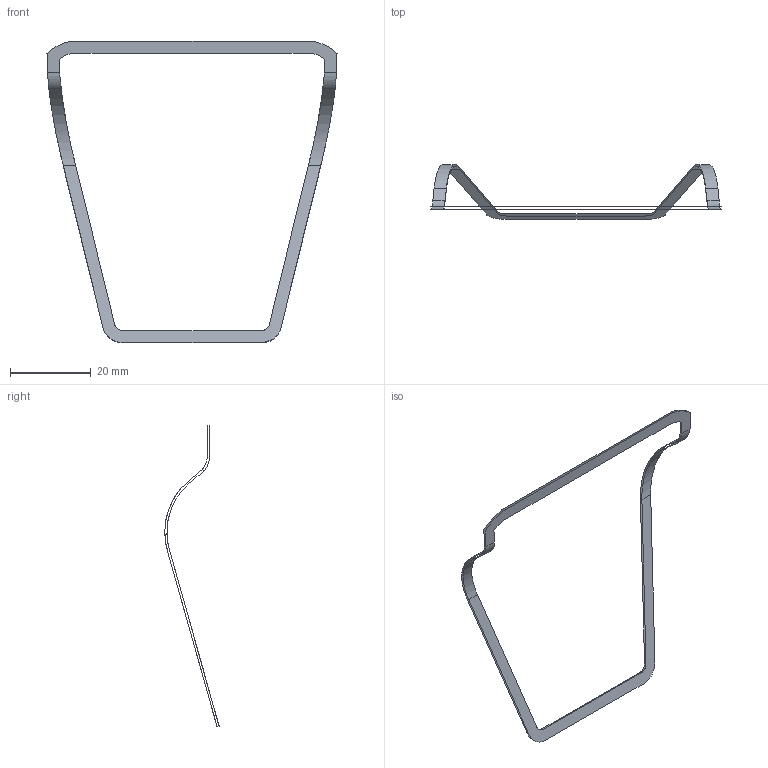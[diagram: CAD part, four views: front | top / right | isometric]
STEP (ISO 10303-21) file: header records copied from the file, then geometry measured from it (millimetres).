
FILE_DESCRIPTION (( 'STEP AP203' ), '1' );
FILE_NAME ('2oberflaechen.STEP', '2013-04-26T08:42:16', ( '' ), ( '' ), 'SwSTEP 2.0', 'SolidWorks 2012', '' );
FILE_SCHEMA (( 'CONFIG_CONTROL_DESIGN' ));
Length unit declared in the file: millimetre
Products named in the file (1): 2oberflaechen
Bounding box: 71.86 x 13.48 x 74.82 mm (x, y, z)
Surface area: 1576.5 mm2 (no closed solid volume)
Topology: 0 solids, 2 shells, 16 faces, 104 edges, 88 vertices
Faces by surface type: cylinder 8, plane 8
Entity records: 1979 total; most frequent: CARTESIAN_POINT 1310, ORIENTED_EDGE 120, EDGE_CURVE 104, VERTEX_POINT 88, B_SPLINE_CURVE_WITH_KNOTS 76, DIRECTION 62, LINE 28, VECTOR 28
